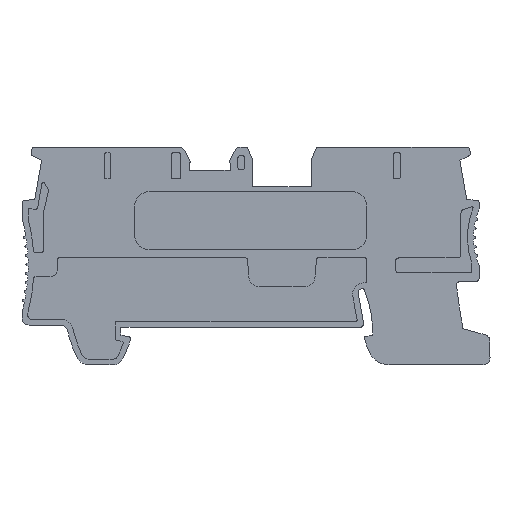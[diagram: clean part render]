
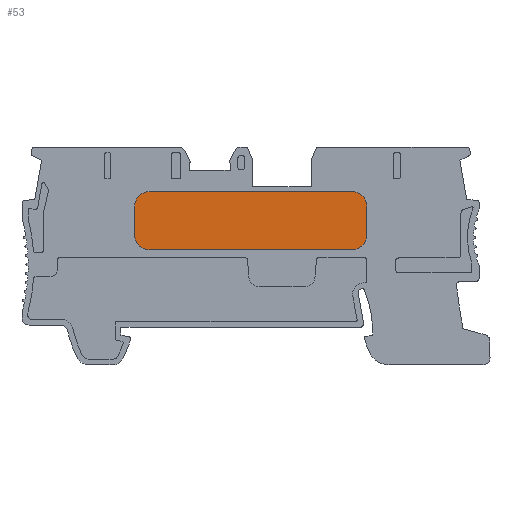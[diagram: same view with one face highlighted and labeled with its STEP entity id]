
A CAD part, left-side view. The second image highlights one B-rep face of the part: STEP entity #53.
In plain terms, the highlighted planar face has unit normal (-1, 0, 0).
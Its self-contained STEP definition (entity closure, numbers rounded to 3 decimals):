
#53=ADVANCED_FACE('',(#1371),#1373,.T.);
#1371=FACE_BOUND('',#1372,.T.);
#1372=EDGE_LOOP('',(#5717,#5718,#5719,#5720,#5721,#5722,#5723,#5724));
#1373=PLANE('',#1374);
#1374=AXIS2_PLACEMENT_3D('',#1375,#1376,#1377);
#1375=CARTESIAN_POINT('',(-1.806,-0.669,42.977));
#1376=DIRECTION('',(-1.,0.,0.));
#1377=DIRECTION('',(0.,1.,0.));
#5717=ORIENTED_EDGE('',*,*,#9189,.T.);
#5718=ORIENTED_EDGE('',*,*,#9190,.T.);
#5719=ORIENTED_EDGE('',*,*,#9191,.T.);
#5720=ORIENTED_EDGE('',*,*,#9192,.T.);
#5721=ORIENTED_EDGE('',*,*,#9193,.T.);
#5722=ORIENTED_EDGE('',*,*,#9194,.T.);
#5723=ORIENTED_EDGE('',*,*,#9195,.T.);
#5724=ORIENTED_EDGE('',*,*,#9196,.T.);
#9189=EDGE_CURVE('',#10925,#10926,#10927,.T.);
#9190=EDGE_CURVE('',#10926,#10928,#10929,.T.);
#9191=EDGE_CURVE('',#10928,#10930,#10931,.T.);
#9192=EDGE_CURVE('',#10930,#10932,#10933,.T.);
#9193=EDGE_CURVE('',#10932,#10934,#10935,.T.);
#9194=EDGE_CURVE('',#10934,#10936,#10937,.T.);
#9195=EDGE_CURVE('',#10936,#10938,#10939,.T.);
#9196=EDGE_CURVE('',#10938,#10925,#10940,.T.);
#10925=VERTEX_POINT('',#13809);
#10926=VERTEX_POINT('',#13810);
#10927=LINE('',#13811,#13812);
#10928=VERTEX_POINT('',#13814);
#10929=CIRCLE('',#13815,2.);
#10930=VERTEX_POINT('',#13819);
#10931=LINE('',#13820,#13821);
#10932=VERTEX_POINT('',#13823);
#10933=CIRCLE('',#13824,2.);
#10934=VERTEX_POINT('',#13828);
#10935=LINE('',#13829,#13830);
#10936=VERTEX_POINT('',#13832);
#10937=CIRCLE('',#13833,2.);
#10938=VERTEX_POINT('',#13837);
#10939=LINE('',#13838,#13839);
#10940=CIRCLE('',#13841,2.);
#13809=CARTESIAN_POINT('',(-1.806,27.331,36.977));
#13810=CARTESIAN_POINT('',(-1.806,-0.669,36.977));
#13811=CARTESIAN_POINT('',(-1.806,27.331,36.977));
#13812=VECTOR('',#13813,1.);
#13813=DIRECTION('',(0.,-1.,0.));
#13814=CARTESIAN_POINT('',(-1.806,-2.669,38.977));
#13815=AXIS2_PLACEMENT_3D('',#13816,#13817,#13818);
#13816=CARTESIAN_POINT('',(-1.806,-0.669,38.977));
#13817=DIRECTION('',(-1.,0.,0.));
#13818=DIRECTION('',(0.,0.,-1.));
#13819=CARTESIAN_POINT('',(-1.806,-2.669,42.977));
#13820=CARTESIAN_POINT('',(-1.806,-2.669,38.977));
#13821=VECTOR('',#13822,1.);
#13822=DIRECTION('',(0.,0.,1.));
#13823=CARTESIAN_POINT('',(-1.806,-0.669,44.977));
#13824=AXIS2_PLACEMENT_3D('',#13825,#13826,#13827);
#13825=CARTESIAN_POINT('',(-1.806,-0.669,42.977));
#13826=DIRECTION('',(-1.,0.,0.));
#13827=DIRECTION('',(0.,-1.,0.));
#13828=CARTESIAN_POINT('',(-1.806,27.331,44.977));
#13829=CARTESIAN_POINT('',(-1.806,-0.669,44.977));
#13830=VECTOR('',#13831,1.);
#13831=DIRECTION('',(0.,1.,0.));
#13832=CARTESIAN_POINT('',(-1.806,29.331,42.977));
#13833=AXIS2_PLACEMENT_3D('',#13834,#13835,#13836);
#13834=CARTESIAN_POINT('',(-1.806,27.331,42.977));
#13835=DIRECTION('',(-1.,0.,0.));
#13836=DIRECTION('',(0.,0.,1.));
#13837=CARTESIAN_POINT('',(-1.806,29.331,38.977));
#13838=CARTESIAN_POINT('',(-1.806,29.331,42.977));
#13839=VECTOR('',#13840,1.);
#13840=DIRECTION('',(0.,0.,-1.));
#13841=AXIS2_PLACEMENT_3D('',#13842,#13843,#13844);
#13842=CARTESIAN_POINT('',(-1.806,27.331,38.977));
#13843=DIRECTION('',(-1.,0.,0.));
#13844=DIRECTION('',(0.,1.,0.));
